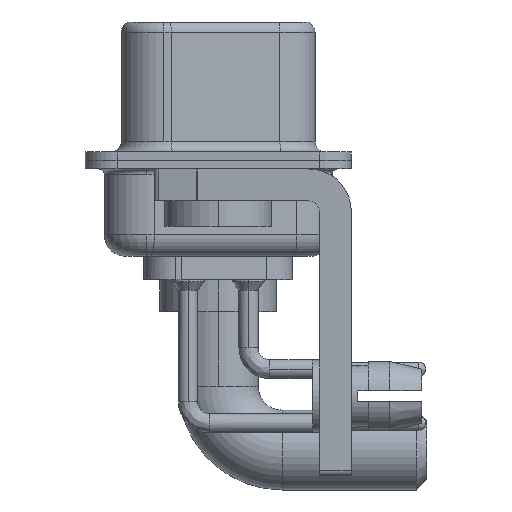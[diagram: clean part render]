
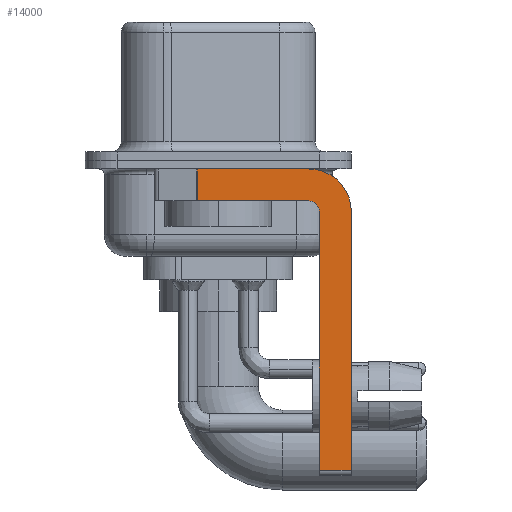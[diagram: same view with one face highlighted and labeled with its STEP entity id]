
A CAD part, left-side view. The second image highlights one B-rep face of the part: STEP entity #14000.
In plain terms, the highlighted planar face has unit normal (-1, 0, 0).
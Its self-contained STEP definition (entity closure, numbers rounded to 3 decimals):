
#188 = AXIS2_PLACEMENT_3D ( 'NONE', #2535, #4292, #16015 ) ;
#624 = PLANE ( 'NONE',  #188 ) ;
#696 = EDGE_CURVE ( 'NONE', #2747, #23454, #15659, .T. ) ;
#747 = EDGE_CURVE ( 'NONE', #15654, #19353, #20454, .T. ) ;
#1928 = LINE ( 'NONE', #9568, #14444 ) ;
#2535 = CARTESIAN_POINT ( 'NONE',  ( -2.9, -4.25, -2.4 ) ) ;
#2747 = VERTEX_POINT ( 'NONE', #4961 ) ;
#2850 = EDGE_CURVE ( 'NONE', #4983, #11017, #7091, .T. ) ;
#3184 = CARTESIAN_POINT ( 'NONE',  ( -2.9, -4.25, -1.9 ) ) ;
#4003 = DIRECTION ( 'NONE',  ( 0., 0., 1. ) ) ;
#4238 = EDGE_CURVE ( 'NONE', #22208, #11017, #9955, .T. ) ;
#4292 = DIRECTION ( 'NONE',  ( 1., 0., 0. ) ) ;
#4330 = VERTEX_POINT ( 'NONE', #15308 ) ;
#4412 = FACE_OUTER_BOUND ( 'NONE', #12605, .T. ) ;
#4961 = CARTESIAN_POINT ( 'NONE',  ( -2.9, -4.75, -14.55 ) ) ;
#4980 = ORIENTED_EDGE ( 'NONE', *, *, #7467, .F. ) ;
#4983 = VERTEX_POINT ( 'NONE', #3184 ) ;
#5311 = EDGE_CURVE ( 'NONE', #19353, #23454, #10552, .T. ) ;
#5552 = ORIENTED_EDGE ( 'NONE', *, *, #4238, .T. ) ;
#6875 = CARTESIAN_POINT ( 'NONE',  ( -2.9, -6.25, -2.4 ) ) ;
#7091 = LINE ( 'NONE', #18839, #15171 ) ;
#7467 = EDGE_CURVE ( 'NONE', #22208, #15654, #1928, .T. ) ;
#8131 = ORIENTED_EDGE ( 'NONE', *, *, #696, .T. ) ;
#9568 = CARTESIAN_POINT ( 'NONE',  ( -2.9, 3., -0.4 ) ) ;
#9955 = LINE ( 'NONE', #19334, #22216 ) ;
#10425 = CARTESIAN_POINT ( 'NONE',  ( -2.9, -6.25, -2.4 ) ) ;
#10552 = LINE ( 'NONE', #10425, #16162 ) ;
#11017 = VERTEX_POINT ( 'NONE', #15436 ) ;
#11432 = ORIENTED_EDGE ( 'NONE', *, *, #2850, .F. ) ;
#11794 = LINE ( 'NONE', #13568, #22027 ) ;
#12222 = DIRECTION ( 'NONE',  ( 0., -1., 0. ) ) ;
#12475 = CARTESIAN_POINT ( 'NONE',  ( -2.9, -4.25, -2.4 ) ) ;
#12605 = EDGE_LOOP ( 'NONE', ( #4980, #5552, #11432, #16561, #19885, #8131, #18975, #21112 ) ) ;
#12756 = DIRECTION ( 'NONE',  ( 0., 1., 0. ) ) ;
#13504 = CARTESIAN_POINT ( 'NONE',  ( -2.9, -4.25, -0.4 ) ) ;
#13568 = CARTESIAN_POINT ( 'NONE',  ( -2.9, -4.75, -14.8 ) ) ;
#14000 = ADVANCED_FACE ( 'NONE', ( #4412 ), #624, .F. ) ;
#14444 = VECTOR ( 'NONE', #17297, 1000. ) ;
#14795 = AXIS2_PLACEMENT_3D ( 'NONE', #12475, #22086, #16399 ) ;
#15171 = VECTOR ( 'NONE', #12756, 1000. ) ;
#15308 = CARTESIAN_POINT ( 'NONE',  ( -2.9, -4.75, -2.4 ) ) ;
#15436 = CARTESIAN_POINT ( 'NONE',  ( -2.9, 0.978, -1.9 ) ) ;
#15521 = CARTESIAN_POINT ( 'NONE',  ( -2.9, -4.25, -2.4 ) ) ;
#15654 = VERTEX_POINT ( 'NONE', #13504 ) ;
#15659 = LINE ( 'NONE', #18426, #23666 ) ;
#15676 = DIRECTION ( 'NONE',  ( 0., 0., -1. ) ) ;
#16015 = DIRECTION ( 'NONE',  ( 0., 0., -1. ) ) ;
#16162 = VECTOR ( 'NONE', #23843, 1000. ) ;
#16399 = DIRECTION ( 'NONE',  ( 0., 0., -1. ) ) ;
#16561 = ORIENTED_EDGE ( 'NONE', *, *, #24517, .F. ) ;
#17297 = DIRECTION ( 'NONE',  ( 0., -1., 0. ) ) ;
#17840 = EDGE_CURVE ( 'NONE', #2747, #4330, #11794, .T. ) ;
#18426 = CARTESIAN_POINT ( 'NONE',  ( -2.9, -4.25, -14.55 ) ) ;
#18839 = CARTESIAN_POINT ( 'NONE',  ( -2.9, -4.25, -1.9 ) ) ;
#18975 = ORIENTED_EDGE ( 'NONE', *, *, #5311, .F. ) ;
#19120 = CARTESIAN_POINT ( 'NONE',  ( -2.9, -6.25, -14.55 ) ) ;
#19334 = CARTESIAN_POINT ( 'NONE',  ( -2.9, 0.978, -1.9 ) ) ;
#19353 = VERTEX_POINT ( 'NONE', #6875 ) ;
#19541 = DIRECTION ( 'NONE',  ( -1., 0., 0. ) ) ;
#19658 = DIRECTION ( 'NONE',  ( 0., 0., 1. ) ) ;
#19885 = ORIENTED_EDGE ( 'NONE', *, *, #17840, .F. ) ;
#20454 = CIRCLE ( 'NONE', #14795, 2. ) ;
#21112 = ORIENTED_EDGE ( 'NONE', *, *, #747, .F. ) ;
#21453 = CIRCLE ( 'NONE', #23856, 0.5 ) ;
#22027 = VECTOR ( 'NONE', #4003, 1000. ) ;
#22086 = DIRECTION ( 'NONE',  ( 1., 0., 0. ) ) ;
#22208 = VERTEX_POINT ( 'NONE', #22794 ) ;
#22216 = VECTOR ( 'NONE', #15676, 1000. ) ;
#22794 = CARTESIAN_POINT ( 'NONE',  ( -2.9, 0.978, -0.4 ) ) ;
#23454 = VERTEX_POINT ( 'NONE', #19120 ) ;
#23666 = VECTOR ( 'NONE', #12222, 1000. ) ;
#23843 = DIRECTION ( 'NONE',  ( 0., 0., -1. ) ) ;
#23856 = AXIS2_PLACEMENT_3D ( 'NONE', #15521, #19541, #19658 ) ;
#24517 = EDGE_CURVE ( 'NONE', #4330, #4983, #21453, .T. ) ;
